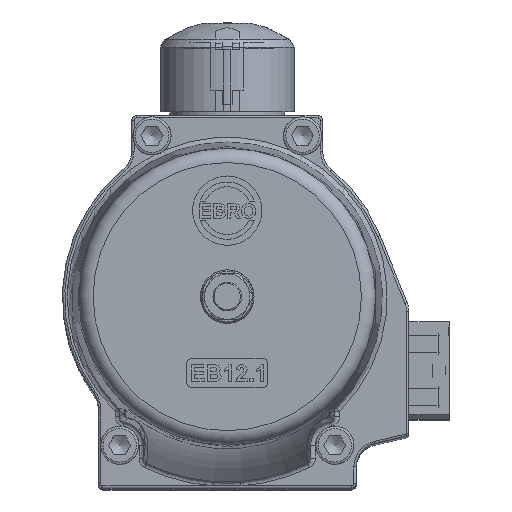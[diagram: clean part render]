
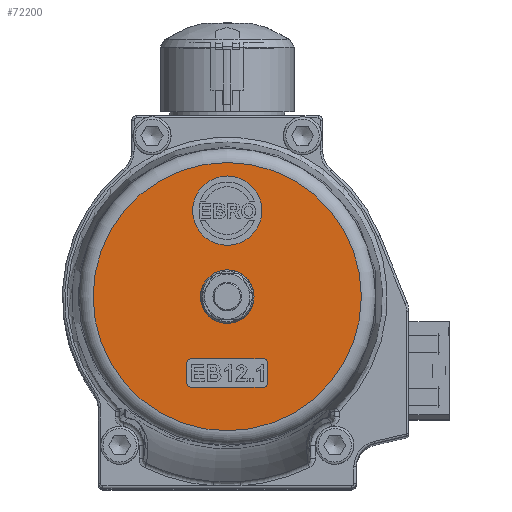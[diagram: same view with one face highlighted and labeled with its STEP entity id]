
A CAD part, top view. The second image highlights one B-rep face of the part: STEP entity #72200.
In plain terms, the highlighted planar face has unit normal (0, 0, 1).
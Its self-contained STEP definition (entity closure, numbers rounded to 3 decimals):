
#5210=LINE('',#113253,#8876);
#5211=LINE('',#113257,#8877);
#5212=LINE('',#113261,#8878);
#5213=LINE('',#113265,#8879);
#8876=VECTOR('',#88674,10.);
#8877=VECTOR('',#88677,10.);
#8878=VECTOR('',#88680,10.);
#8879=VECTOR('',#88683,10.);
#12609=PLANE('',#77469);
#13558=FACE_BOUND('',#19706,.T.);
#13559=FACE_BOUND('',#19707,.T.);
#13560=FACE_BOUND('',#19708,.T.);
#14949=FACE_OUTER_BOUND('',#19705,.T.);
#19705=EDGE_LOOP('',(#49246));
#19706=EDGE_LOOP('',(#49247));
#19707=EDGE_LOOP('',(#49248,#49249,#49250,#49251,#49252,#49253,#49254,#49255));
#19708=EDGE_LOOP('',(#49256));
#24464=CIRCLE('',#77423,10.2);
#24484=CIRCLE('',#77470,56.132);
#24485=CIRCLE('',#77471,14.5);
#24486=CIRCLE('',#77472,2.);
#24487=CIRCLE('',#77473,2.);
#24488=CIRCLE('',#77474,2.);
#24489=CIRCLE('',#77475,2.);
#29486=VERTEX_POINT('',#113120);
#29512=VERTEX_POINT('',#113247);
#29513=VERTEX_POINT('',#113249);
#29514=VERTEX_POINT('',#113251);
#29515=VERTEX_POINT('',#113252);
#29516=VERTEX_POINT('',#113254);
#29517=VERTEX_POINT('',#113256);
#29518=VERTEX_POINT('',#113258);
#29519=VERTEX_POINT('',#113260);
#29520=VERTEX_POINT('',#113262);
#29521=VERTEX_POINT('',#113264);
#36632=EDGE_CURVE('',#29486,#29486,#24464,.T.);
#36682=EDGE_CURVE('',#29512,#29512,#24484,.T.);
#36683=EDGE_CURVE('',#29513,#29513,#24485,.T.);
#36684=EDGE_CURVE('',#29514,#29515,#5210,.T.);
#36685=EDGE_CURVE('',#29515,#29516,#24486,.T.);
#36686=EDGE_CURVE('',#29516,#29517,#5211,.T.);
#36687=EDGE_CURVE('',#29517,#29518,#24487,.T.);
#36688=EDGE_CURVE('',#29518,#29519,#5212,.T.);
#36689=EDGE_CURVE('',#29519,#29520,#24488,.T.);
#36690=EDGE_CURVE('',#29520,#29521,#5213,.T.);
#36691=EDGE_CURVE('',#29521,#29514,#24489,.T.);
#49246=ORIENTED_EDGE('',*,*,#36682,.F.);
#49247=ORIENTED_EDGE('',*,*,#36683,.T.);
#49248=ORIENTED_EDGE('',*,*,#36684,.T.);
#49249=ORIENTED_EDGE('',*,*,#36685,.T.);
#49250=ORIENTED_EDGE('',*,*,#36686,.T.);
#49251=ORIENTED_EDGE('',*,*,#36687,.T.);
#49252=ORIENTED_EDGE('',*,*,#36688,.T.);
#49253=ORIENTED_EDGE('',*,*,#36689,.T.);
#49254=ORIENTED_EDGE('',*,*,#36690,.T.);
#49255=ORIENTED_EDGE('',*,*,#36691,.T.);
#49256=ORIENTED_EDGE('',*,*,#36632,.T.);
#72200=ADVANCED_FACE('',(#14949,#13558,#13559,#13560),#12609,.T.);
#77423=AXIS2_PLACEMENT_3D('',#113121,#88558,#88559);
#77469=AXIS2_PLACEMENT_3D('',#113246,#88668,#88669);
#77470=AXIS2_PLACEMENT_3D('',#113248,#88670,#88671);
#77471=AXIS2_PLACEMENT_3D('',#113250,#88672,#88673);
#77472=AXIS2_PLACEMENT_3D('',#113255,#88675,#88676);
#77473=AXIS2_PLACEMENT_3D('',#113259,#88678,#88679);
#77474=AXIS2_PLACEMENT_3D('',#113263,#88681,#88682);
#77475=AXIS2_PLACEMENT_3D('',#113266,#88684,#88685);
#88558=DIRECTION('center_axis',(0.,0.,
-1.));
#88559=DIRECTION('ref_axis',(-1.,0.,0.));
#88668=DIRECTION('center_axis',(0.,0.,
1.));
#88669=DIRECTION('ref_axis',(1.,0.,0.));
#88670=DIRECTION('center_axis',(0.,0.,
-1.));
#88671=DIRECTION('ref_axis',(0.,-1.,0.));
#88672=DIRECTION('center_axis',(0.,0.,
-1.));
#88673=DIRECTION('ref_axis',(-1.,0.,0.));
#88674=DIRECTION('',(0.,1.,0.));
#88675=DIRECTION('center_axis',(0.,0.,
-1.));
#88676=DIRECTION('ref_axis',(0.,-1.,0.));
#88677=DIRECTION('',(1.,0.,0.));
#88678=DIRECTION('center_axis',(0.,0.,
-1.));
#88679=DIRECTION('ref_axis',(-1.,0.,0.));
#88680=DIRECTION('',(0.,-1.,0.));
#88681=DIRECTION('center_axis',(0.,0.,
-1.));
#88682=DIRECTION('ref_axis',(0.,1.,0.));
#88683=DIRECTION('',(-1.,0.,0.));
#88684=DIRECTION('center_axis',(0.,0.,
-1.));
#88685=DIRECTION('ref_axis',(1.,0.,0.));
#113120=CARTESIAN_POINT('',(10.2,0.,330.5));
#113121=CARTESIAN_POINT('Origin',(0.,0.,
330.5));
#113246=CARTESIAN_POINT('Origin',(0.,31.,330.5));
#113247=CARTESIAN_POINT('',(0.,56.132,330.5));
#113248=CARTESIAN_POINT('Origin',(0.,0.,
330.5));
#113249=CARTESIAN_POINT('',(14.5,36.,330.5));
#113250=CARTESIAN_POINT('Origin',(0.,36.,330.5));
#113251=CARTESIAN_POINT('',(-17.,-36.,330.5));
#113252=CARTESIAN_POINT('',(-17.,-28.,330.5));
#113253=CARTESIAN_POINT('',(-17.,1.5,330.5));
#113254=CARTESIAN_POINT('',(-15.,-26.,330.5));
#113255=CARTESIAN_POINT('Origin',(-15.,-28.,330.5));
#113256=CARTESIAN_POINT('',(15.,-26.,330.5));
#113257=CARTESIAN_POINT('',(7.5,-26.,330.5));
#113258=CARTESIAN_POINT('',(17.,-28.,330.5));
#113259=CARTESIAN_POINT('Origin',(15.,-28.,330.5));
#113260=CARTESIAN_POINT('',(17.,-36.,330.5));
#113261=CARTESIAN_POINT('',(17.,-2.5,330.5));
#113262=CARTESIAN_POINT('',(15.,-38.,330.5));
#113263=CARTESIAN_POINT('Origin',(15.,-36.,330.5));
#113264=CARTESIAN_POINT('',(-15.,-38.,330.5));
#113265=CARTESIAN_POINT('',(-7.5,-38.,330.5));
#113266=CARTESIAN_POINT('Origin',(-15.,-36.,330.5));
